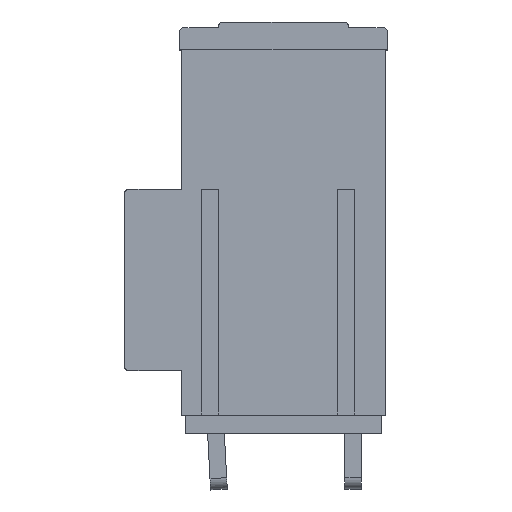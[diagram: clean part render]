
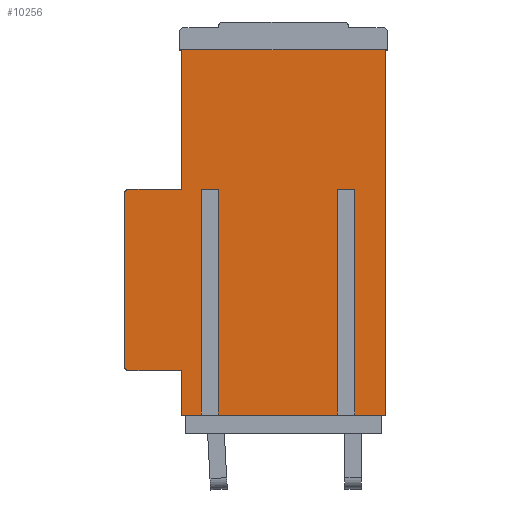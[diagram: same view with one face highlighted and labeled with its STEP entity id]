
A CAD part, top view. The second image highlights one B-rep face of the part: STEP entity #10256.
In plain terms, the highlighted planar face has unit normal (0, 0, 1).
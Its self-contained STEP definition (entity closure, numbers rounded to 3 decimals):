
#1892=DIRECTION('',(0.,1.,0.));
#1893=VECTOR('',#1892,3.2);
#1894=CARTESIAN_POINT('',(4.1,1.3,20.32));
#1895=LINE('',#1894,#1893);
#1904=DIRECTION('',(-1.,0.,0.));
#1905=VECTOR('',#1904,3.8);
#1906=CARTESIAN_POINT('',(4.1,4.5,20.32));
#1907=LINE('',#1906,#1905);
#1924=DIRECTION('',(0.,1.,0.));
#1925=VECTOR('',#1924,12.4);
#1926=CARTESIAN_POINT('',(0.,4.8,20.32));
#1927=LINE('',#1926,#1925);
#2036=DIRECTION('',(1.,0.,0.));
#2037=VECTOR('',#2036,3.8);
#2038=CARTESIAN_POINT('',(0.3,17.5,20.32));
#2039=LINE('',#2038,#2037);
#2052=DIRECTION('',(0.,1.,0.));
#2053=VECTOR('',#2052,10.);
#2054=CARTESIAN_POINT('',(4.1,17.5,20.32));
#2055=LINE('',#2054,#2053);
#2880=DIRECTION('',(0.,-1.,0.));
#2881=VECTOR('',#2880,26.2);
#2882=CARTESIAN_POINT('',(18.7,27.5,20.32));
#2883=LINE('',#2882,#2881);
#2888=DIRECTION('',(1.,0.,0.));
#2889=VECTOR('',#2888,8.58);
#2890=CARTESIAN_POINT('',(6.71,1.3,20.32));
#2891=LINE('',#2890,#2889);
#2892=DIRECTION('',(0.,1.,0.));
#2893=VECTOR('',#2892,16.2);
#2894=CARTESIAN_POINT('',(5.49,1.3,20.32));
#2895=LINE('',#2894,#2893);
#2896=DIRECTION('',(1.,0.,0.));
#2897=VECTOR('',#2896,1.39);
#2898=CARTESIAN_POINT('',(4.1,1.3,20.32));
#2899=LINE('',#2898,#2897);
#2900=CARTESIAN_POINT('',(0.3,4.8,20.32));
#2901=DIRECTION('',(0.,0.,1.));
#2902=DIRECTION('',(-1.,0.,0.));
#2903=AXIS2_PLACEMENT_3D('',#2900,#2901,#2902);
#2905=CARTESIAN_POINT('',(0.3,17.2,20.32));
#2906=DIRECTION('',(0.,0.,1.));
#2907=DIRECTION('',(0.,1.,0.));
#2908=AXIS2_PLACEMENT_3D('',#2905,#2906,#2907);
#2910=DIRECTION('',(1.,0.,0.));
#2911=VECTOR('',#2910,2.19);
#2912=CARTESIAN_POINT('',(16.51,1.3,20.32));
#2913=LINE('',#2912,#2911);
#2914=DIRECTION('',(0.,1.,0.));
#2915=VECTOR('',#2914,16.2);
#2916=CARTESIAN_POINT('',(6.71,1.3,20.32));
#2917=LINE('',#2916,#2915);
#2942=DIRECTION('',(-1.,0.,0.));
#2943=VECTOR('',#2942,1.22);
#2944=CARTESIAN_POINT('',(6.71,17.5,20.32));
#2945=LINE('',#2944,#2943);
#2950=DIRECTION('',(1.,0.,0.));
#2951=VECTOR('',#2950,14.6);
#2952=CARTESIAN_POINT('',(4.1,27.5,20.32));
#2953=LINE('',#2952,#2951);
#2990=DIRECTION('',(0.,1.,0.));
#2991=VECTOR('',#2990,16.2);
#2992=CARTESIAN_POINT('',(16.51,1.3,20.32));
#2993=LINE('',#2992,#2991);
#3002=DIRECTION('',(0.,-1.,0.));
#3003=VECTOR('',#3002,16.2);
#3004=CARTESIAN_POINT('',(15.29,17.5,20.32));
#3005=LINE('',#3004,#3003);
#3022=DIRECTION('',(-1.,0.,0.));
#3023=VECTOR('',#3022,1.22);
#3024=CARTESIAN_POINT('',(16.51,17.5,20.32));
#3025=LINE('',#3024,#3023);
#6894=CARTESIAN_POINT('',(4.1,1.3,20.32));
#6895=CARTESIAN_POINT('',(5.49,1.3,20.32));
#6896=VERTEX_POINT('',#6894);
#6897=VERTEX_POINT('',#6895);
#6898=CARTESIAN_POINT('',(16.51,1.3,20.32));
#6899=CARTESIAN_POINT('',(18.7,1.3,20.32));
#6900=VERTEX_POINT('',#6898);
#6901=VERTEX_POINT('',#6899);
#6906=CARTESIAN_POINT('',(15.29,1.3,20.32));
#6907=VERTEX_POINT('',#6906);
#6908=CARTESIAN_POINT('',(6.71,1.3,20.32));
#6909=VERTEX_POINT('',#6908);
#6924=CARTESIAN_POINT('',(5.49,17.5,20.32));
#6925=VERTEX_POINT('',#6924);
#6926=CARTESIAN_POINT('',(15.29,17.5,20.32));
#6927=VERTEX_POINT('',#6926);
#6928=CARTESIAN_POINT('',(16.51,17.5,20.32));
#6929=VERTEX_POINT('',#6928);
#6930=CARTESIAN_POINT('',(18.7,27.5,20.32));
#6931=VERTEX_POINT('',#6930);
#6932=CARTESIAN_POINT('',(4.1,27.5,20.32));
#6933=VERTEX_POINT('',#6932);
#6934=CARTESIAN_POINT('',(4.1,17.5,20.32));
#6935=VERTEX_POINT('',#6934);
#6936=CARTESIAN_POINT('',(0.3,17.5,20.32));
#6937=VERTEX_POINT('',#6936);
#6938=CARTESIAN_POINT('',(0.,17.2,20.32));
#6939=VERTEX_POINT('',#6938);
#6940=CARTESIAN_POINT('',(0.,4.8,20.32));
#6941=VERTEX_POINT('',#6940);
#6942=CARTESIAN_POINT('',(0.3,4.5,20.32));
#6943=VERTEX_POINT('',#6942);
#6944=CARTESIAN_POINT('',(4.1,4.5,20.32));
#6945=VERTEX_POINT('',#6944);
#6946=CARTESIAN_POINT('',(6.71,17.5,20.32));
#6947=VERTEX_POINT('',#6946);
#10224=CARTESIAN_POINT('',(9.35,14.4,20.32));
#10225=DIRECTION('',(0.,0.,1.));
#10226=DIRECTION('',(-1.,0.,0.));
#10227=AXIS2_PLACEMENT_3D('',#10224,#10225,#10226);
#10228=PLANE('',#10227);
#10229=ORIENTED_EDGE('',*,*,#7893,.F.);
#10231=ORIENTED_EDGE('',*,*,#10230,.T.);
#10233=ORIENTED_EDGE('',*,*,#10232,.T.);
#10235=ORIENTED_EDGE('',*,*,#10234,.F.);
#10236=ORIENTED_EDGE('',*,*,#7885,.F.);
#10237=ORIENTED_EDGE('',*,*,#8885,.T.);
#10238=ORIENTED_EDGE('',*,*,#8899,.T.);
#10239=ORIENTED_EDGE('',*,*,#8913,.F.);
#10240=ORIENTED_EDGE('',*,*,#8927,.T.);
#10241=ORIENTED_EDGE('',*,*,#9097,.F.);
#10242=ORIENTED_EDGE('',*,*,#9111,.T.);
#10243=ORIENTED_EDGE('',*,*,#9127,.T.);
#10245=ORIENTED_EDGE('',*,*,#10244,.T.);
#10246=ORIENTED_EDGE('',*,*,#10213,.T.);
#10247=ORIENTED_EDGE('',*,*,#7901,.F.);
#10249=ORIENTED_EDGE('',*,*,#10248,.T.);
#10251=ORIENTED_EDGE('',*,*,#10250,.T.);
#10253=ORIENTED_EDGE('',*,*,#10252,.T.);
#10254=EDGE_LOOP('',(#10229,#10231,#10233,#10235,#10236,#10237,#10238,#10239,
#10240,#10241,#10242,#10243,#10245,#10246,#10247,#10249,#10251,#10253));
#10255=FACE_OUTER_BOUND('',#10254,.F.);
#2904=CIRCLE('',#2903,0.3);
#2909=CIRCLE('',#2908,0.3);
#7885=EDGE_CURVE('',#6896,#6897,#2899,.T.);
#7893=EDGE_CURVE('',#6909,#6907,#2891,.T.);
#7901=EDGE_CURVE('',#6900,#6901,#2913,.T.);
#8885=EDGE_CURVE('',#6896,#6945,#1895,.T.);
#8899=EDGE_CURVE('',#6945,#6943,#1907,.T.);
#8913=EDGE_CURVE('',#6941,#6943,#2904,.T.);
#8927=EDGE_CURVE('',#6941,#6939,#1927,.T.);
#9097=EDGE_CURVE('',#6937,#6939,#2909,.T.);
#9111=EDGE_CURVE('',#6937,#6935,#2039,.T.);
#9127=EDGE_CURVE('',#6935,#6933,#2055,.T.);
#10213=EDGE_CURVE('',#6931,#6901,#2883,.T.);
#10230=EDGE_CURVE('',#6909,#6947,#2917,.T.);
#10232=EDGE_CURVE('',#6947,#6925,#2945,.T.);
#10234=EDGE_CURVE('',#6897,#6925,#2895,.T.);
#10244=EDGE_CURVE('',#6933,#6931,#2953,.T.);
#10248=EDGE_CURVE('',#6900,#6929,#2993,.T.);
#10250=EDGE_CURVE('',#6929,#6927,#3025,.T.);
#10252=EDGE_CURVE('',#6927,#6907,#3005,.T.);
#10256=ADVANCED_FACE('',(#10255),#10228,.T.);
